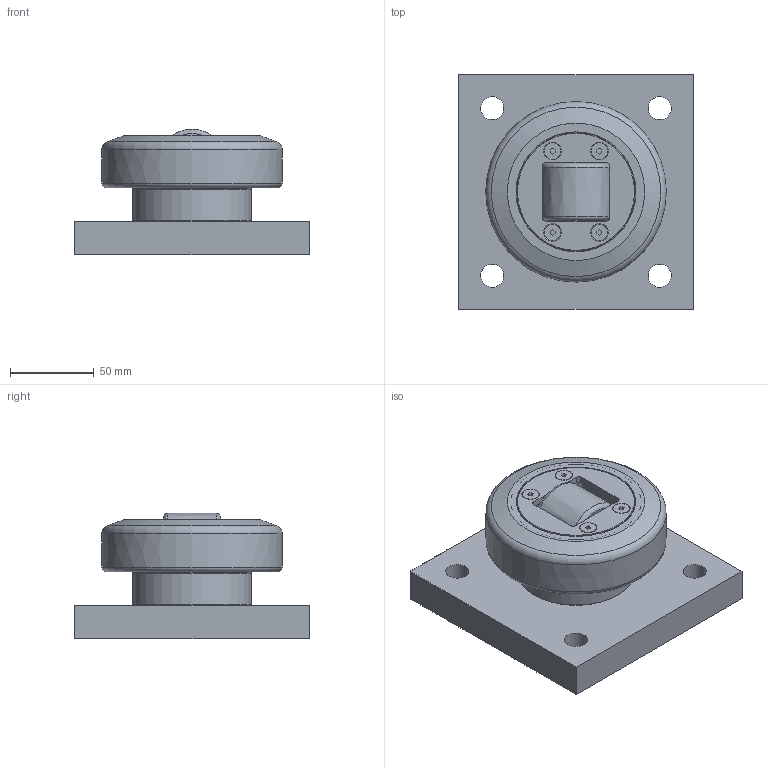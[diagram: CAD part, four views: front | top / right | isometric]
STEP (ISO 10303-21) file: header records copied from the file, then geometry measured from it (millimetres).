
FILE_DESCRIPTION(/* description */ ('-'),/* implementation_level */ '2;1');
FILE_NAME(/* name */ 'ALFATEC_HTR110-0200BQ1000.stp',/* time_stamp */ '2021-01-27T12:14:57+01:00',/* author */ ('kstaebler'),/* organization */ (''),/* preprocessor_version */ 'ST-DEVELOPER v18.1',/* originating_system */ 'Autodesk Inventor 2020',/* authorisation */ '');
FILE_SCHEMA (('AUTOMOTIVE_DESIGN { 1 0 10303 214 3 1 1 }'));
Length unit declared in the file: millimetre
Products named in the file (1): HTR 110.0200 BQ1000_Kontur
Bounding box: 140 x 140 x 75 mm (x, y, z)
Volume: 659911.3 mm3; surface area: 117915.2 mm2
Topology: 3 solids, 3 shells, 175 faces, 513 edges, 360 vertices
Faces by surface type: plane 74, cylinder 58, torus 20, cone 16, bspline 7
Full cylindrical faces by diameter (mm): 3 x5, 4.917 x1, 5 x4, 5.5 x4, 10 x4, 13.835 x4, 20.1 x1, 26 x1, 30 x2, 62.9 x1, 63 x1, 69.3 x1, 70.5 x2, 71 x1, 71.5 x1, 75 x1, 77 x1, 78 x1, 79 x2, 83.3 x1
Entity records: 7179 total; most frequent: CARTESIAN_POINT 2094, ORIENTED_EDGE 1024, DIRECTION 1013, EDGE_CURVE 512, AXIS2_PLACEMENT_3D 410, VERTEX_POINT 360, CIRCLE 231, EDGE_LOOP 230
